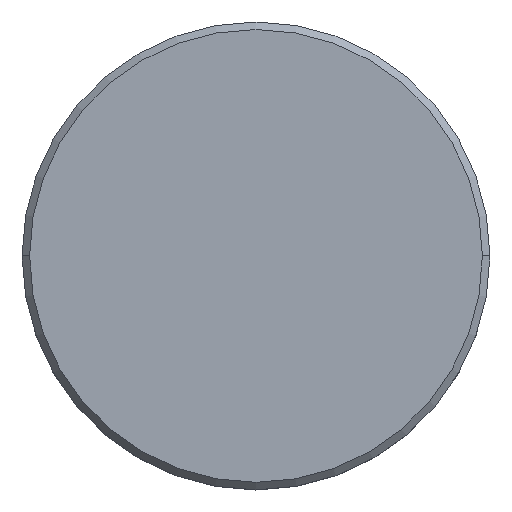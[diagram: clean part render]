
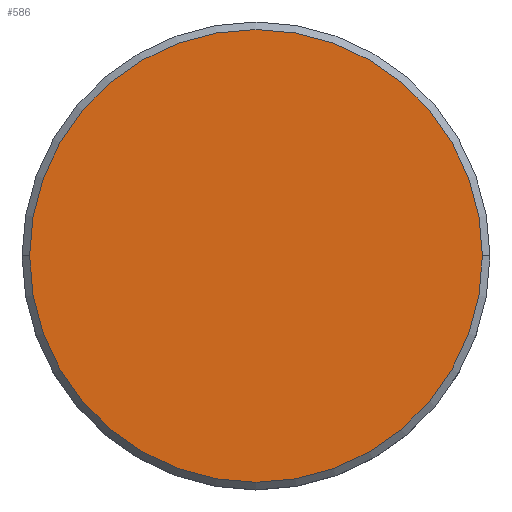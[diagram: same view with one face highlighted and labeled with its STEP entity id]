
A CAD part, top view. The second image highlights one B-rep face of the part: STEP entity #586.
In plain terms, the highlighted planar face has unit normal (0, 0, 1).
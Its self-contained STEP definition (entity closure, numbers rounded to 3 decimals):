
#39 = EDGE_CURVE ( 'NONE', #771, #933, #1115, .T. ) ;
#218 = CIRCLE ( 'NONE', #314, 15. ) ;
#228 = EDGE_LOOP ( 'NONE', ( #1119, #721 ) ) ;
#246 = DIRECTION ( 'NONE',  ( 1., 0., 0. ) ) ;
#314 = AXIS2_PLACEMENT_3D ( 'NONE', #879, #522, #246 ) ;
#362 = EDGE_CURVE ( 'NONE', #933, #771, #218, .T. ) ;
#387 = DIRECTION ( 'NONE',  ( 1., 0., 0. ) ) ;
#400 = DIRECTION ( 'NONE',  ( 0., 0., 1. ) ) ;
#404 = CARTESIAN_POINT ( 'NONE',  ( 15., 0., 0. ) ) ;
#479 = PLANE ( 'NONE',  #1116 ) ;
#494 = FACE_OUTER_BOUND ( 'NONE', #228, .T. ) ;
#522 = DIRECTION ( 'NONE',  ( 0., 0., 1. ) ) ;
#586 = ADVANCED_FACE ( 'NONE', ( #494 ), #479, .T. ) ;
#721 = ORIENTED_EDGE ( 'NONE', *, *, #39, .T. ) ;
#737 = CARTESIAN_POINT ( 'NONE',  ( 0., 0., 0. ) ) ;
#771 = VERTEX_POINT ( 'NONE', #404 ) ;
#842 = CARTESIAN_POINT ( 'NONE',  ( -15., 0., 0. ) ) ;
#854 = CARTESIAN_POINT ( 'NONE',  ( 0., 0., 0. ) ) ;
#879 = CARTESIAN_POINT ( 'NONE',  ( 0., 0., 0. ) ) ;
#933 = VERTEX_POINT ( 'NONE', #842 ) ;
#1012 = DIRECTION ( 'NONE',  ( 1., 0., 0. ) ) ;
#1061 = AXIS2_PLACEMENT_3D ( 'NONE', #737, #1106, #1012 ) ;
#1106 = DIRECTION ( 'NONE',  ( 0., 0., 1. ) ) ;
#1115 = CIRCLE ( 'NONE', #1061, 15. ) ;
#1116 = AXIS2_PLACEMENT_3D ( 'NONE', #854, #400, #387 ) ;
#1119 = ORIENTED_EDGE ( 'NONE', *, *, #362, .T. ) ;
